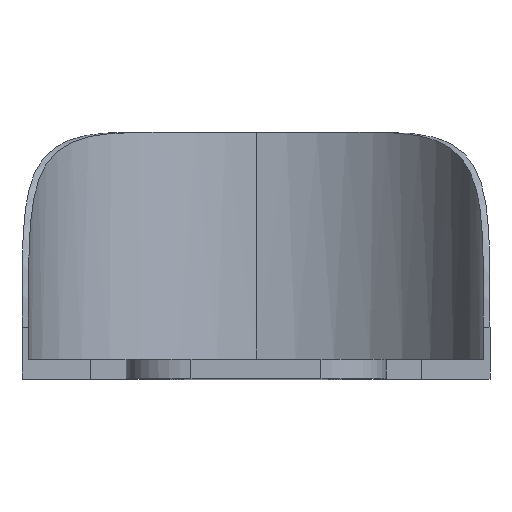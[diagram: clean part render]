
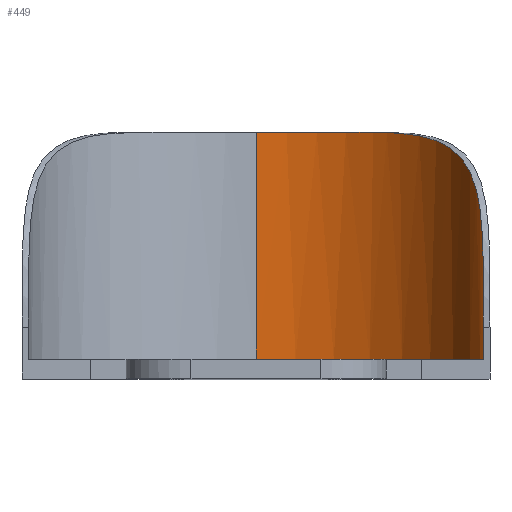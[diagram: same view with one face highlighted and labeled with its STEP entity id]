
A CAD part, top view. The second image highlights one B-rep face of the part: STEP entity #449.
In plain terms, the highlighted cylindrical face has radius 35 mm (diameter 70 mm), a partial arc.
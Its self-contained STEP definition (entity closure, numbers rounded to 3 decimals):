
#3 = VERTEX_POINT ( 'NONE', #21 ) ;
#21 = CARTESIAN_POINT ( 'NONE',  ( 35., 8., 0. ) ) ;
#26 = CARTESIAN_POINT ( 'NONE',  ( 34.296, 27.261, -6.993 ) ) ;
#44 = CARTESIAN_POINT ( 'NONE',  ( 0., 38., -35. ) ) ;
#76 = CARTESIAN_POINT ( 'NONE',  ( 35., 8., 0. ) ) ;
#117 = CARTESIAN_POINT ( 'NONE',  ( 18.981, 38., -29.427 ) ) ;
#124 = CARTESIAN_POINT ( 'NONE',  ( 32.173, 33.248, -13.789 ) ) ;
#129 = CARTESIAN_POINT ( 'NONE',  ( 19.903, 37.984, -28.811 ) ) ;
#143 = VECTOR ( 'NONE', #722, 1000. ) ;
#164 = DIRECTION ( 'NONE',  ( 0., -1., 0. ) ) ;
#183 = CARTESIAN_POINT ( 'NONE',  ( 0., 38., -35. ) ) ;
#193 = ORIENTED_EDGE ( 'NONE', *, *, #238, .T. ) ;
#212 = VECTOR ( 'NONE', #164, 1000. ) ;
#222 = CARTESIAN_POINT ( 'NONE',  ( 22.535, 37.829, -26.786 ) ) ;
#238 = EDGE_CURVE ( 'NONE', #648, #926, #987, .T. ) ;
#287 = CARTESIAN_POINT ( 'NONE',  ( 33.024, 31.739, -11.627 ) ) ;
#297 = EDGE_CURVE ( 'NONE', #3, #648, #492, .T. ) ;
#310 = DIRECTION ( 'NONE',  ( 0., -1., 0. ) ) ;
#332 = DIRECTION ( 'NONE',  ( 0., 1., 0. ) ) ;
#335 = DIRECTION ( 'NONE',  ( 0., 1., 0. ) ) ;
#377 = LINE ( 'NONE', #44, #143 ) ;
#380 = VERTEX_POINT ( 'NONE', #805 ) ;
#382 = CARTESIAN_POINT ( 'NONE',  ( 26.49, 37.221, -22.977 ) ) ;
#387 = CARTESIAN_POINT ( 'NONE',  ( 31.573, 34.051, -15.113 ) ) ;
#404 = AXIS2_PLACEMENT_3D ( 'NONE', #574, #310, #838 ) ;
#433 = EDGE_LOOP ( 'NONE', ( #193, #924, #824, #1088, #881 ) ) ;
#446 = CARTESIAN_POINT ( 'NONE',  ( 34.676, 24.655, -4.95 ) ) ;
#449 = ADVANCED_FACE ( 'NONE', ( #763 ), #567, .F. ) ;
#450 = CARTESIAN_POINT ( 'NONE',  ( 31.98, 33.526, -14.23 ) ) ;
#457 = CARTESIAN_POINT ( 'NONE',  ( 28.443, 36.427, -20.402 ) ) ;
#492 = B_SPLINE_CURVE_WITH_KNOTS ( 'NONE', 3,
 ( #76, #933, #684, #953, #864, #1014, #513, #873, #446, #789, #26, #711, #1038, #581, #917, #287, #718, #124, #450, #387, #968, #552, #981, #541, #1045, #457, #800, #382, #903, #545, #222, #738, #557, #129, #117, #728 ),
 .UNSPECIFIED., .F., .F.,
 ( 4, 2, 2, 2, 2, 2, 2, 2, 2, 2, 2, 2, 2, 2, 2, 2, 2, 4 ),
 ( 0., 0.007, 0.01, 0.013, 0.02, 0.021, 0.023, 0.026, 0.03, 0.031, 0.033, 0.036, 0.038, 0.039, 0.046, 0.048, 0.049, 0.053 ),
 .UNSPECIFIED. ) ;
#512 = AXIS2_PLACEMENT_3D ( 'NONE', #706, #332, #928 ) ;
#513 = CARTESIAN_POINT ( 'NONE',  ( 34.921, 19.81, -2.4 ) ) ;
#519 = EDGE_CURVE ( 'NONE', #3, #726, #991, .T. ) ;
#541 = CARTESIAN_POINT ( 'NONE',  ( 29.341, 35.949, -19.088 ) ) ;
#545 = CARTESIAN_POINT ( 'NONE',  ( 22.958, 37.788, -26.424 ) ) ;
#552 = CARTESIAN_POINT ( 'NONE',  ( 30.676, 34.998, -16.882 ) ) ;
#553 = CIRCLE ( 'NONE', #799, 35. ) ;
#556 = CARTESIAN_POINT ( 'NONE',  ( 18.028, 38., -30. ) ) ;
#557 = CARTESIAN_POINT ( 'NONE',  ( 21.239, 37.923, -27.825 ) ) ;
#567 = CYLINDRICAL_SURFACE ( 'NONE', #404, 35. ) ;
#574 = CARTESIAN_POINT ( 'NONE',  ( 0., 38., 0. ) ) ;
#581 = CARTESIAN_POINT ( 'NONE',  ( 33.776, 29.652, -9.206 ) ) ;
#599 = CARTESIAN_POINT ( 'NONE',  ( 0., 3., 0. ) ) ;
#626 = EDGE_CURVE ( 'NONE', #926, #380, #377, .T. ) ;
#648 = VERTEX_POINT ( 'NONE', #556 ) ;
#684 = CARTESIAN_POINT ( 'NONE',  ( 35.002, 12.407, -0.244 ) ) ;
#706 = CARTESIAN_POINT ( 'NONE',  ( 0., 38., 0. ) ) ;
#711 = CARTESIAN_POINT ( 'NONE',  ( 34.142, 28.087, -7.71 ) ) ;
#718 = CARTESIAN_POINT ( 'NONE',  ( 32.715, 32.372, -12.475 ) ) ;
#722 = DIRECTION ( 'NONE',  ( 0., -1., 0. ) ) ;
#726 = VERTEX_POINT ( 'NONE', #890 ) ;
#728 = CARTESIAN_POINT ( 'NONE',  ( 18.028, 38., -30. ) ) ;
#738 = CARTESIAN_POINT ( 'NONE',  ( 21.676, 37.896, -27.485 ) ) ;
#763 = FACE_OUTER_BOUND ( 'NONE', #433, .T. ) ;
#771 = DIRECTION ( 'NONE',  ( 0., 0., 1. ) ) ;
#789 = CARTESIAN_POINT ( 'NONE',  ( 34.366, 26.835, -6.643 ) ) ;
#799 = AXIS2_PLACEMENT_3D ( 'NONE', #599, #335, #771 ) ;
#800 = CARTESIAN_POINT ( 'NONE',  ( 28.126, 36.57, -20.838 ) ) ;
#805 = CARTESIAN_POINT ( 'NONE',  ( 0., 3., -35. ) ) ;
#824 = ORIENTED_EDGE ( 'NONE', *, *, #899, .F. ) ;
#826 = CARTESIAN_POINT ( 'NONE',  ( 35., 38., 0. ) ) ;
#838 = DIRECTION ( 'NONE',  ( 0., 0., -1. ) ) ;
#864 = CARTESIAN_POINT ( 'NONE',  ( 34.979, 16.684, -1.263 ) ) ;
#873 = CARTESIAN_POINT ( 'NONE',  ( 34.805, 22.787, -3.805 ) ) ;
#881 = ORIENTED_EDGE ( 'NONE', *, *, #297, .T. ) ;
#890 = CARTESIAN_POINT ( 'NONE',  ( 35., 3., 0. ) ) ;
#899 = EDGE_CURVE ( 'NONE', #726, #380, #553, .T. ) ;
#903 = CARTESIAN_POINT ( 'NONE',  ( 25.014, 37.544, -24.58 ) ) ;
#917 = CARTESIAN_POINT ( 'NONE',  ( 33.554, 30.379, -9.993 ) ) ;
#924 = ORIENTED_EDGE ( 'NONE', *, *, #626, .T. ) ;
#926 = VERTEX_POINT ( 'NONE', #183 ) ;
#928 = DIRECTION ( 'NONE',  ( 0., 0., 1. ) ) ;
#933 = CARTESIAN_POINT ( 'NONE',  ( 35., 10.224, 0. ) ) ;
#953 = CARTESIAN_POINT ( 'NONE',  ( 34.988, 15.622, -0.964 ) ) ;
#968 = CARTESIAN_POINT ( 'NONE',  ( 31.358, 34.298, -15.555 ) ) ;
#981 = CARTESIAN_POINT ( 'NONE',  ( 30.173, 35.409, -17.767 ) ) ;
#987 = CIRCLE ( 'NONE', #512, 35. ) ;
#991 = LINE ( 'NONE', #826, #212 ) ;
#1014 = CARTESIAN_POINT ( 'NONE',  ( 34.946, 18.786, -1.984 ) ) ;
#1038 = CARTESIAN_POINT ( 'NONE',  ( 34.057, 28.487, -8.078 ) ) ;
#1045 = CARTESIAN_POINT ( 'NONE',  ( 29.051, 36.117, -19.527 ) ) ;
#1088 = ORIENTED_EDGE ( 'NONE', *, *, #519, .F. ) ;
